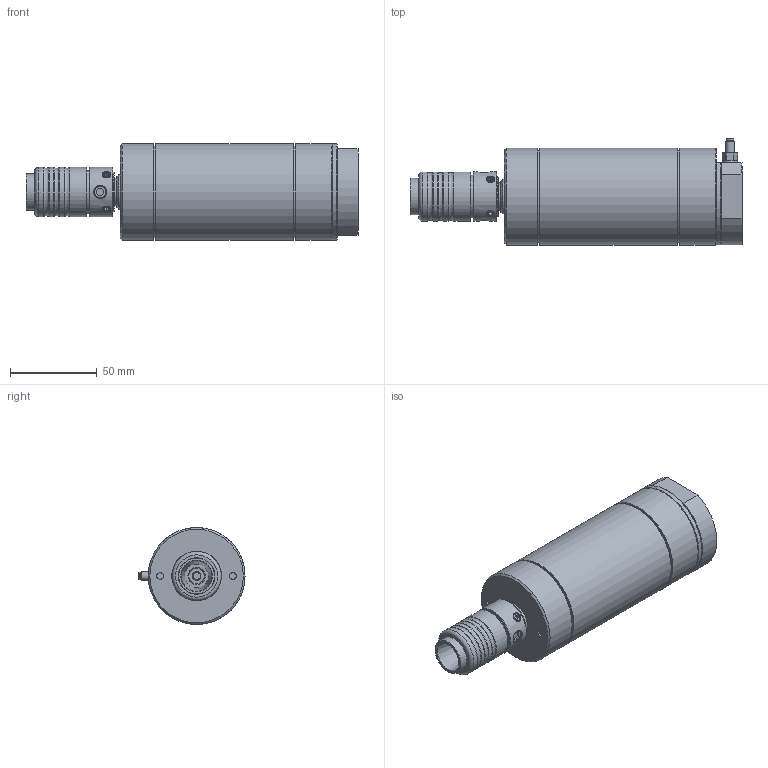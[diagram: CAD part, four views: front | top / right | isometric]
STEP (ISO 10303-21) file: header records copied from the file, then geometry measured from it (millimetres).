
FILE_DESCRIPTION(/* description */ ('EBMU 40-4800 WS-ST'),/* implementation_level */ '2;1');
FILE_NAME(/* name */ 'EBMU 40-4800 WS-ST_60061607.stp',/* time_stamp */ '2023-10-04T15:36:08+02:00',/* author */ ('DSteinicke'),/* organization */ (''),/* preprocessor_version */ 'ST-DEVELOPER v19.2',/* originating_system */ 'Autodesk Inventor 2024',/* authorisation */ '');
FILE_SCHEMA (('AUTOMOTIVE_DESIGN { 1 0 10303 214 3 1 1 }'));
Length unit declared in the file: millimetre
Products named in the file (1): 60061607
Bounding box: 191.7 x 61.3 x 56 mm (x, y, z)
Volume: 359436.2 mm3; surface area: 37886.6 mm2
Topology: 1 solids, 3 shells, 284 faces, 677 edges, 446 vertices
Faces by surface type: plane 165, cylinder 63, cone 35, bspline 13, sphere 4, torus 4
Full cylindrical faces by diameter (mm): 0.48 x4, 0.52 x4, 3.2 x1, 4 x2, 4.3 x1, 5 x2, 5.5 x1, 6.647 x2, 8.9 x1, 9 x2, 11.445 x2, 14.95 x1, 16 x1, 19.95 x1, 21 x2, 21.1 x1, 23 x1, 24 x1, 24.7 x2, 25 x1, 28.4 x4, 28.6 x1, 53 x2, 56 x3
Entity records: 9715 total; most frequent: CARTESIAN_POINT 2754, DIRECTION 1361, ORIENTED_EDGE 1346, EDGE_CURVE 673, AXIS2_PLACEMENT_3D 497, VERTEX_POINT 446, LINE 367, VECTOR 367
